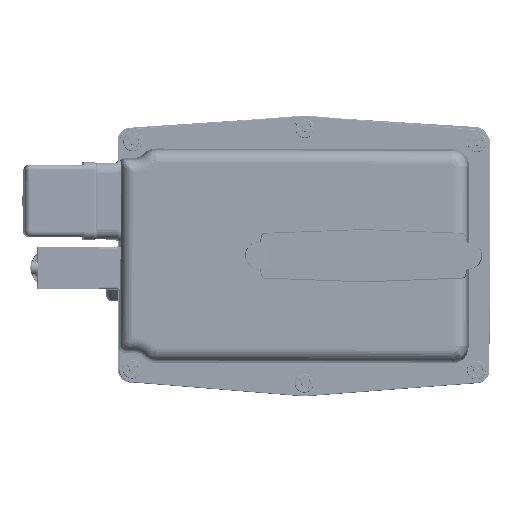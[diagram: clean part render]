
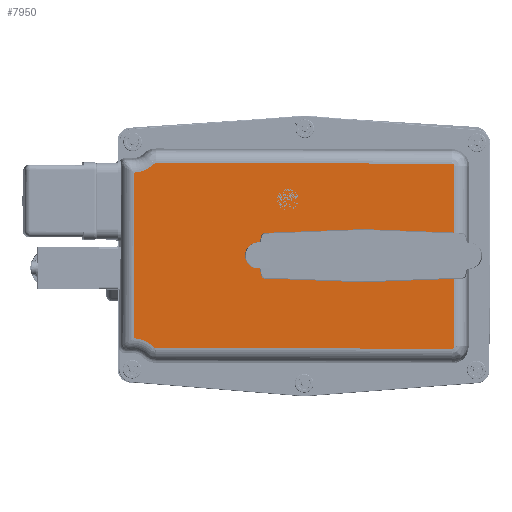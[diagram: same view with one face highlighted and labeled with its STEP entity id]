
A CAD part, top view. The second image highlights one B-rep face of the part: STEP entity #7950.
In plain terms, the highlighted planar face has unit normal (0, 0, 1).
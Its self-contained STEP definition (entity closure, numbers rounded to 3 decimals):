
#7950=ADVANCED_FACE('',(#19233,#19234),#19235,.T.);
#19233=FACE_OUTER_BOUND('',#37237,.T.);
#19234=FACE_BOUND('',#37238,.T.);
#19235=PLANE('',#37239);
#37237=EDGE_LOOP('',(#60551,#60552,#60553,#60554,#60555,#60556,#60557,#60558,#60559,#60560));
#37238=EDGE_LOOP('',(#60561,#60562));
#37239=AXIS2_PLACEMENT_3D('',#60563,#60564,#60565);
#60551=ORIENTED_EDGE('',*,*,#95560,.F.);
#60552=ORIENTED_EDGE('',*,*,#95905,.F.);
#60553=ORIENTED_EDGE('',*,*,#95906,.F.);
#60554=ORIENTED_EDGE('',*,*,#95627,.F.);
#60555=ORIENTED_EDGE('',*,*,#95907,.F.);
#60556=ORIENTED_EDGE('',*,*,#95618,.F.);
#60557=ORIENTED_EDGE('',*,*,#95908,.F.);
#60558=ORIENTED_EDGE('',*,*,#95613,.F.);
#60559=ORIENTED_EDGE('',*,*,#95909,.F.);
#60560=ORIENTED_EDGE('',*,*,#95910,.F.);
#60561=ORIENTED_EDGE('',*,*,#95689,.F.);
#60562=ORIENTED_EDGE('',*,*,#95903,.F.);
#60563=CARTESIAN_POINT('',(33.1,33.583,135.785));
#60564=DIRECTION('',(0.,0.,1.0));
#60565=DIRECTION('',(1.0,0.,0.));
#95560=EDGE_CURVE('',#114029,#114031,#114032,.T.);
#95613=EDGE_CURVE('',#114125,#114127,#114128,.T.);
#95618=EDGE_CURVE('',#114134,#114136,#114137,.T.);
#95627=EDGE_CURVE('',#114150,#114152,#114153,.T.);
#95689=EDGE_CURVE('',#114256,#114252,#114258,.T.);
#95903=EDGE_CURVE('',#114252,#114256,#114574,.T.);
#95905=EDGE_CURVE('',#114576,#114029,#114577,.T.);
#95906=EDGE_CURVE('',#114152,#114576,#114578,.T.);
#95907=EDGE_CURVE('',#114136,#114150,#114579,.T.);
#95908=EDGE_CURVE('',#114127,#114134,#114580,.T.);
#95909=EDGE_CURVE('',#114581,#114125,#114582,.T.);
#95910=EDGE_CURVE('',#114031,#114581,#114583,.T.);
#114029=VERTEX_POINT('',#143807);
#114031=VERTEX_POINT('',#143824);
#114032=LINE('',#143825,#143826);
#114125=VERTEX_POINT('',#143968);
#114127=VERTEX_POINT('',#143970);
#114128=LINE('',#143971,#143972);
#114134=VERTEX_POINT('',#143979);
#114136=VERTEX_POINT('',#143981);
#114137=LINE('',#143982,#143983);
#114150=VERTEX_POINT('',#143998);
#114152=VERTEX_POINT('',#144000);
#114153=LINE('',#144001,#144002);
#114252=VERTEX_POINT('',#144138);
#114256=VERTEX_POINT('',#144142);
#114258=CIRCLE('',#144144,8.55);
#114574=CIRCLE('',#144506,8.55);
#114576=VERTEX_POINT('',#144508);
#114577=CIRCLE('',#144509,11.604);
#114578=CIRCLE('',#144510,0.906);
#114579=CIRCLE('',#144511,0.906);
#114580=CIRCLE('',#144512,0.906);
#114581=VERTEX_POINT('',#144513);
#114582=CIRCLE('',#144514,0.906);
#114583=CIRCLE('',#144515,11.604);
#143807=CARTESIAN_POINT('',(-92.673,-30.938,135.785));
#143824=CARTESIAN_POINT('',(-92.518,31.152,135.785));
#143825=CARTESIAN_POINT('',(-92.673,-30.938,135.785));
#143826=VECTOR('',#175868,62.091);
#143968=CARTESIAN_POINT('',(-84.294,34.781,135.785));
#143970=CARTESIAN_POINT('',(26.716,34.505,135.785));
#143971=CARTESIAN_POINT('',(-84.294,34.781,135.785));
#143972=VECTOR('',#175949,111.011);
#143979=CARTESIAN_POINT('',(27.62,33.597,135.785));
#143981=CARTESIAN_POINT('',(27.452,-33.981,135.785));
#143982=CARTESIAN_POINT('',(27.62,33.597,135.785));
#143983=VECTOR('',#175957,67.577);
#143998=CARTESIAN_POINT('',(26.543,-34.884,135.785));
#144000=CARTESIAN_POINT('',(-84.467,-34.608,135.785));
#144001=CARTESIAN_POINT('',(26.543,-34.884,135.785));
#144002=VECTOR('',#175972,111.011);
#144138=CARTESIAN_POINT('',(-6.477,-8.55,135.785));
#144142=CARTESIAN_POINT('',(-6.435,8.55,135.785));
#144144=AXIS2_PLACEMENT_3D('',#176076,#176077,#176078);
#144506=AXIS2_PLACEMENT_3D('',#176461,#176462,#176463);
#144508=CARTESIAN_POINT('',(-85.107,-34.341,135.785));
#144509=AXIS2_PLACEMENT_3D('',#176464,#176465,#176466);
#144510=AXIS2_PLACEMENT_3D('',#176467,#176468,#176469);
#144511=AXIS2_PLACEMENT_3D('',#176470,#176471,#176472);
#144512=AXIS2_PLACEMENT_3D('',#176473,#176474,#176475);
#144513=CARTESIAN_POINT('',(-84.935,34.517,135.785));
#144514=AXIS2_PLACEMENT_3D('',#176476,#176477,#176478);
#144515=AXIS2_PLACEMENT_3D('',#176479,#176480,#176481);
#175868=DIRECTION('',(0.002,1.,0.));
#175949=DIRECTION('',(1.,-0.002,0.));
#175957=DIRECTION('',(-0.002,-1.,0.));
#175972=DIRECTION('',(-1.,0.002,0.));
#176076=CARTESIAN_POINT('',(-6.456,0.,135.785));
#176077=DIRECTION('',(0.,0.,1.0));
#176078=DIRECTION('',(0.002,1.,0.));
#176461=CARTESIAN_POINT('',(-6.456,0.,135.785));
#176462=DIRECTION('',(0.,0.,1.0));
#176463=DIRECTION('',(0.002,1.,0.));
#176464=CARTESIAN_POINT('',(-93.335,-42.523,135.785));
#176465=DIRECTION('',(0.,0.,1.0));
#176466=DIRECTION('',(0.385,0.923,0.));
#176467=CARTESIAN_POINT('',(-84.465,-33.702,135.785));
#176468=DIRECTION('',(0.,0.,-1.0));
#176469=DIRECTION('',(-0.385,-0.923,0.));
#176470=CARTESIAN_POINT('',(26.546,-33.978,135.785));
#176471=DIRECTION('',(0.,0.,-1.0));
#176472=DIRECTION('',(0.705,-0.709,0.));
#176473=CARTESIAN_POINT('',(26.714,33.599,135.785));
#176474=DIRECTION('',(0.,0.,-1.0));
#176475=DIRECTION('',(0.709,0.705,0.));
#176476=CARTESIAN_POINT('',(-84.296,33.875,135.785));
#176477=DIRECTION('',(0.,0.,-1.0));
#176478=DIRECTION('',(-0.381,0.925,0.));
#176479=CARTESIAN_POINT('',(-93.123,42.741,135.785));
#176480=DIRECTION('',(0.,0.,1.0));
#176481=DIRECTION('',(0.381,-0.925,0.));
